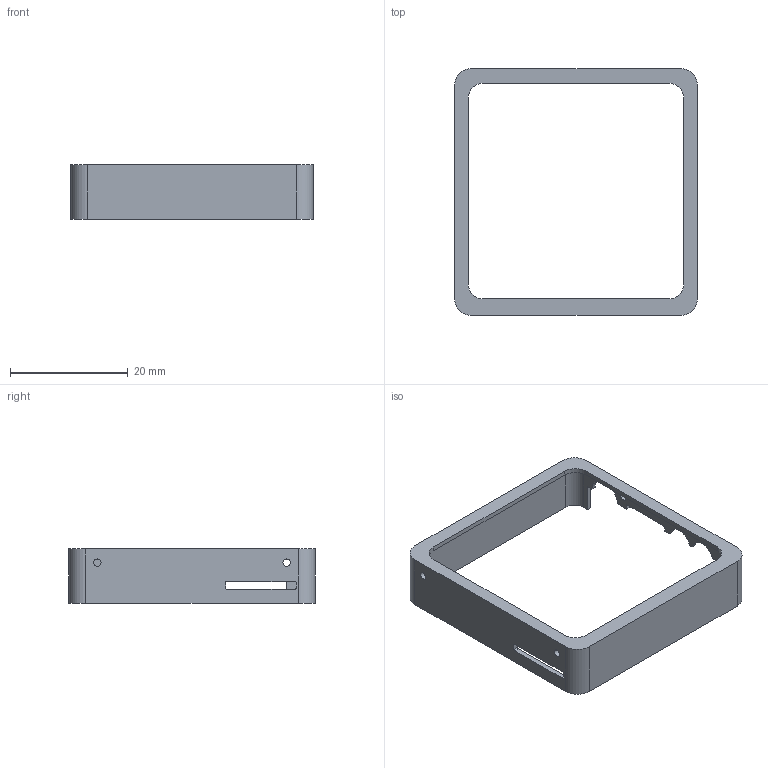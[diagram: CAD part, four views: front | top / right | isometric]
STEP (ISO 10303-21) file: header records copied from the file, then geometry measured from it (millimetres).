
FILE_DESCRIPTION(/* description */ (''),/* implementation_level */ '2;1');
FILE_NAME(/* name */ 'ThymePodPro-NewDesign v24.step',/* time_stamp */ '2025-08-13T11:30:06+08:00',/* author */ (''),/* organization */ (''),/* preprocessor_version */ 'ST-DEVELOPER v20.1',/* originating_system */ 'Autodesk Translation Framework v14.10.0.0',/* authorisation */ '');
FILE_SCHEMA (('AUTOMOTIVE_DESIGN { 1 0 10303 214 3 1 1 }'));
Length unit declared in the file: millimetre
Products named in the file (1): ThymePodPro-NewDesign
Bounding box: 41.3 x 42 x 9.35 mm (x, y, z)
Volume: 1265.9 mm3; surface area: 3345.6 mm2
Topology: 1 solids, 1 shells, 61 faces, 175 edges, 117 vertices
Faces by surface type: plane 34, cylinder 27
Full cylindrical faces by diameter (mm): 1.25 x4
Entity records: 2141 total; most frequent: CARTESIAN_POINT 354, DIRECTION 353, ORIENTED_EDGE 350, EDGE_CURVE 175, LINE 121, VECTOR 121, VERTEX_POINT 117, AXIS2_PLACEMENT_3D 116
